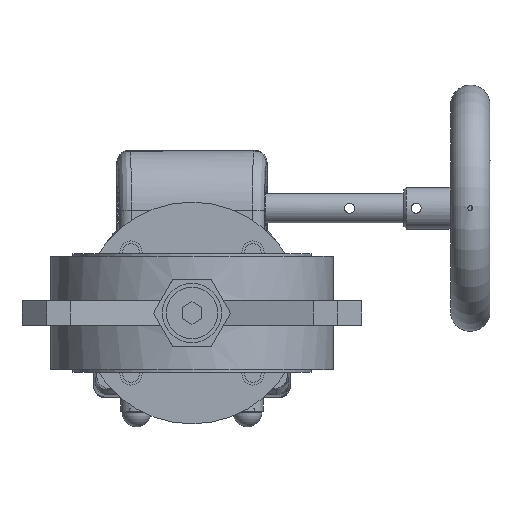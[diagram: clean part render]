
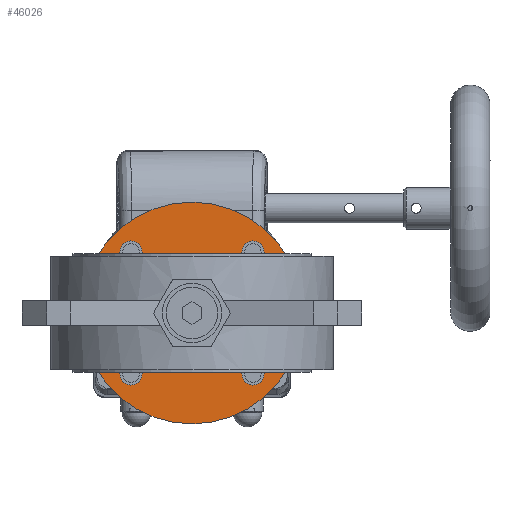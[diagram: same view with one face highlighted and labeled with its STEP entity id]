
A CAD part, front view. The second image highlights one B-rep face of the part: STEP entity #46026.
In plain terms, the highlighted planar face has unit normal (0, -1, 0).
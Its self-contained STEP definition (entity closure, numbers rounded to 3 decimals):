
#1375=PLANE('',#50424);
#1822=FACE_BOUND('',#16237,.T.);
#1823=FACE_BOUND('',#16238,.T.);
#1824=FACE_BOUND('',#16239,.T.);
#1825=FACE_BOUND('',#16240,.T.);
#1826=FACE_BOUND('',#16241,.T.);
#3533=CIRCLE('',#50340,4.5);
#3535=CIRCLE('',#50343,4.5);
#3537=CIRCLE('',#50346,4.5);
#3539=CIRCLE('',#50349,4.5);
#3542=CIRCLE('',#50353,45.);
#6714=LINE('',#156181,#9911);
#6840=LINE('',#157503,#10037);
#6841=LINE('',#157505,#10038);
#6842=LINE('',#157507,#10039);
#6843=LINE('',#157509,#10040);
#6844=LINE('',#157511,#10041);
#6845=LINE('',#157513,#10042);
#6846=LINE('',#157515,#10043);
#6847=LINE('',#157517,#10044);
#6848=LINE('',#157519,#10045);
#6849=LINE('',#157520,#10046);
#6850=LINE('',#157521,#10047);
#9911=VECTOR('',#61303,1000.);
#10037=VECTOR('',#61435,1000.);
#10038=VECTOR('',#61436,1000.);
#10039=VECTOR('',#61437,1000.);
#10040=VECTOR('',#61438,1000.);
#10041=VECTOR('',#61439,1000.);
#10042=VECTOR('',#61440,1000.);
#10043=VECTOR('',#61441,1000.);
#10044=VECTOR('',#61442,1000.);
#10045=VECTOR('',#61443,1000.);
#10046=VECTOR('',#61444,1000.);
#10047=VECTOR('',#61445,1000.);
#13401=FACE_OUTER_BOUND('',#16236,.T.);
#16236=EDGE_LOOP('',(#40737));
#16237=EDGE_LOOP('',(#40738,#40739,#40740,#40741,#40742,#40743,#40744,#40745,
#40746,#40747,#40748,#40749));
#16238=EDGE_LOOP('',(#40750));
#16239=EDGE_LOOP('',(#40751));
#16240=EDGE_LOOP('',(#40752));
#16241=EDGE_LOOP('',(#40753));
#21635=VERTEX_POINT('',#155932);
#21637=VERTEX_POINT('',#155938);
#21639=VERTEX_POINT('',#155944);
#21641=VERTEX_POINT('',#155950);
#21644=VERTEX_POINT('',#155958);
#21707=VERTEX_POINT('',#156178);
#21708=VERTEX_POINT('',#156180);
#21898=VERTEX_POINT('',#157501);
#21899=VERTEX_POINT('',#157502);
#21900=VERTEX_POINT('',#157504);
#21901=VERTEX_POINT('',#157506);
#21902=VERTEX_POINT('',#157508);
#21903=VERTEX_POINT('',#157510);
#21904=VERTEX_POINT('',#157512);
#21905=VERTEX_POINT('',#157514);
#21906=VERTEX_POINT('',#157516);
#21907=VERTEX_POINT('',#157518);
#28010=EDGE_CURVE('',#21635,#21635,#3533,.T.);
#28013=EDGE_CURVE('',#21637,#21637,#3535,.T.);
#28016=EDGE_CURVE('',#21639,#21639,#3537,.T.);
#28019=EDGE_CURVE('',#21641,#21641,#3539,.T.);
#28024=EDGE_CURVE('',#21644,#21644,#3542,.T.);
#28115=EDGE_CURVE('',#21707,#21708,#6714,.T.);
#28309=EDGE_CURVE('',#21898,#21899,#6840,.T.);
#28310=EDGE_CURVE('',#21898,#21900,#6841,.T.);
#28311=EDGE_CURVE('',#21900,#21901,#6842,.T.);
#28312=EDGE_CURVE('',#21901,#21902,#6843,.T.);
#28313=EDGE_CURVE('',#21903,#21902,#6844,.T.);
#28314=EDGE_CURVE('',#21904,#21903,#6845,.T.);
#28315=EDGE_CURVE('',#21904,#21905,#6846,.T.);
#28316=EDGE_CURVE('',#21906,#21905,#6847,.T.);
#28317=EDGE_CURVE('',#21907,#21906,#6848,.T.);
#28318=EDGE_CURVE('',#21708,#21907,#6849,.T.);
#28319=EDGE_CURVE('',#21707,#21899,#6850,.T.);
#40737=ORIENTED_EDGE('',*,*,#28024,.F.);
#40738=ORIENTED_EDGE('',*,*,#28309,.F.);
#40739=ORIENTED_EDGE('',*,*,#28310,.T.);
#40740=ORIENTED_EDGE('',*,*,#28311,.T.);
#40741=ORIENTED_EDGE('',*,*,#28312,.T.);
#40742=ORIENTED_EDGE('',*,*,#28313,.F.);
#40743=ORIENTED_EDGE('',*,*,#28314,.F.);
#40744=ORIENTED_EDGE('',*,*,#28315,.T.);
#40745=ORIENTED_EDGE('',*,*,#28316,.F.);
#40746=ORIENTED_EDGE('',*,*,#28317,.F.);
#40747=ORIENTED_EDGE('',*,*,#28318,.F.);
#40748=ORIENTED_EDGE('',*,*,#28115,.F.);
#40749=ORIENTED_EDGE('',*,*,#28319,.T.);
#40750=ORIENTED_EDGE('',*,*,#28010,.T.);
#40751=ORIENTED_EDGE('',*,*,#28013,.T.);
#40752=ORIENTED_EDGE('',*,*,#28016,.T.);
#40753=ORIENTED_EDGE('',*,*,#28019,.T.);
#46026=ADVANCED_FACE('',(#13401,#1822,#1823,#1824,#1825,#1826),#1375,.F.);
#50340=AXIS2_PLACEMENT_3D('',#155933,#61102,#61103);
#50343=AXIS2_PLACEMENT_3D('',#155939,#61109,#61110);
#50346=AXIS2_PLACEMENT_3D('',#155945,#61116,#61117);
#50349=AXIS2_PLACEMENT_3D('',#155951,#61123,#61124);
#50353=AXIS2_PLACEMENT_3D('',#155960,#61133,#61134);
#50424=AXIS2_PLACEMENT_3D('',#157500,#61433,#61434);
#61102=DIRECTION('center_axis',(0.,1.,0.));
#61103=DIRECTION('ref_axis',(0.,0.,1.));
#61109=DIRECTION('center_axis',(0.,1.,0.));
#61110=DIRECTION('ref_axis',(0.,0.,1.));
#61116=DIRECTION('center_axis',(0.,1.,0.));
#61117=DIRECTION('ref_axis',(0.,0.,1.));
#61123=DIRECTION('center_axis',(0.,1.,0.));
#61124=DIRECTION('ref_axis',(0.,0.,1.));
#61133=DIRECTION('center_axis',(0.,1.,0.));
#61134=DIRECTION('ref_axis',(0.,0.,1.));
#61303=DIRECTION('',(-1.,0.,0.));
#61433=DIRECTION('center_axis',(0.,1.,0.));
#61434=DIRECTION('ref_axis',(0.,0.,1.));
#61435=DIRECTION('',(-1.,0.,0.));
#61436=DIRECTION('',(0.,0.,-1.));
#61437=DIRECTION('',(-1.,0.,0.));
#61438=DIRECTION('',(0.,0.,-1.));
#61439=DIRECTION('',(1.,0.,0.));
#61440=DIRECTION('',(0.,0.,-1.));
#61441=DIRECTION('',(-1.,0.,0.));
#61442=DIRECTION('',(0.,0.,-1.));
#61443=DIRECTION('',(-1.,0.,0.));
#61444=DIRECTION('',(0.,0.,-1.));
#61445=DIRECTION('',(0.,0.,-1.));
#155932=CARTESIAN_POINT('',(-24.749,114.,-29.249));
#155933=CARTESIAN_POINT('Origin',(-24.749,114.,-24.749));
#155938=CARTESIAN_POINT('',(-24.749,114.,20.249));
#155939=CARTESIAN_POINT('Origin',(-24.749,114.,24.749));
#155944=CARTESIAN_POINT('',(24.749,114.,20.249));
#155945=CARTESIAN_POINT('Origin',(24.749,114.,24.749));
#155950=CARTESIAN_POINT('',(24.749,114.,-29.249));
#155951=CARTESIAN_POINT('Origin',(24.749,114.,-24.749));
#155958=CARTESIAN_POINT('',(0.,114.,-45.));
#155960=CARTESIAN_POINT('Origin',(0.,114.,0.));
#156178=CARTESIAN_POINT('',(17.,114.,13.5));
#156180=CARTESIAN_POINT('',(-17.,114.,13.5));
#156181=CARTESIAN_POINT('',(7.794,114.,13.5));
#157500=CARTESIAN_POINT('Origin',(0.,114.,0.));
#157501=CARTESIAN_POINT('',(26.,114.,5.));
#157502=CARTESIAN_POINT('',(17.,114.,5.));
#157503=CARTESIAN_POINT('',(-26.,114.,5.));
#157504=CARTESIAN_POINT('',(26.,114.,-5.));
#157505=CARTESIAN_POINT('',(26.,114.,5.));
#157506=CARTESIAN_POINT('',(17.,114.,-5.));
#157507=CARTESIAN_POINT('',(-26.,114.,-5.));
#157508=CARTESIAN_POINT('',(17.,114.,-13.5));
#157509=CARTESIAN_POINT('',(17.,114.,13.5));
#157510=CARTESIAN_POINT('',(-17.,114.,-13.5));
#157511=CARTESIAN_POINT('',(-7.794,114.,-13.5));
#157512=CARTESIAN_POINT('',(-17.,114.,-5.));
#157513=CARTESIAN_POINT('',(-17.,114.,13.5));
#157514=CARTESIAN_POINT('',(-26.,114.,-5.));
#157515=CARTESIAN_POINT('',(-26.,114.,-5.));
#157516=CARTESIAN_POINT('',(-26.,114.,5.));
#157517=CARTESIAN_POINT('',(-26.,114.,5.));
#157518=CARTESIAN_POINT('',(-17.,114.,5.));
#157519=CARTESIAN_POINT('',(-26.,114.,5.));
#157520=CARTESIAN_POINT('',(-17.,114.,13.5));
#157521=CARTESIAN_POINT('',(17.,114.,13.5));
